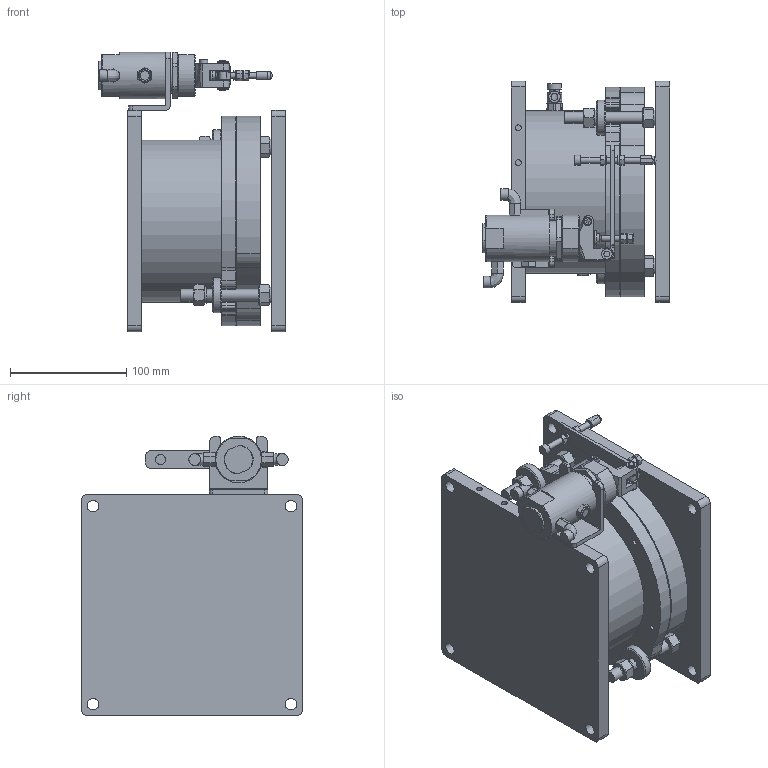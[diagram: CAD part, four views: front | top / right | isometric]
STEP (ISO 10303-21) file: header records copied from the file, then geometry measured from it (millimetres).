
FILE_DESCRIPTION (( 'STEP AP203' ), '1' );
FILE_NAME ('516466.STEP', '2025-01-03T04:18:11', ( 'Windows User' ), ( 'P R C' ), 'SwSTEP 2.0', 'SolidWorks 2020', '' );
FILE_SCHEMA (( 'CONFIG_CONTROL_DESIGN' ));
Length unit declared in the file: millimetre
Products named in the file (1): 516466
Bounding box: 161 x 190 x 240 mm (x, y, z)
Surface area: 315677.2 mm2 (no closed solid volume)
Topology: 0 solids, 48 shells, 422 faces, 1218 edges, 858 vertices
Faces by surface type: plane 229, cylinder 148, cone 34, bspline 10, torus 1
Full cylindrical faces by diameter (mm): 4 x1, 4.2 x6, 5 x11, 6 x1, 7 x4, 7.5 x1, 8 x4, 8.1 x1, 8.45 x1, 8.5 x1, 9 x2, 9.7 x1, 10 x16, 10.4 x1, 11 x2, 11.5 x4, 12 x1, 12.6 x1, 12.7 x1, 13 x2, 30 x3, 40 x1, 139.3 x1
Entity records: 21902 total; most frequent: CARTESIAN_POINT 11667, DIRECTION 1920, ORIENTED_EDGE 1901, EDGE_CURVE 1096, VERTEX_POINT 827, AXIS2_PLACEMENT_3D 741, EDGE_LOOP 635, FACE_OUTER_BOUND 496
